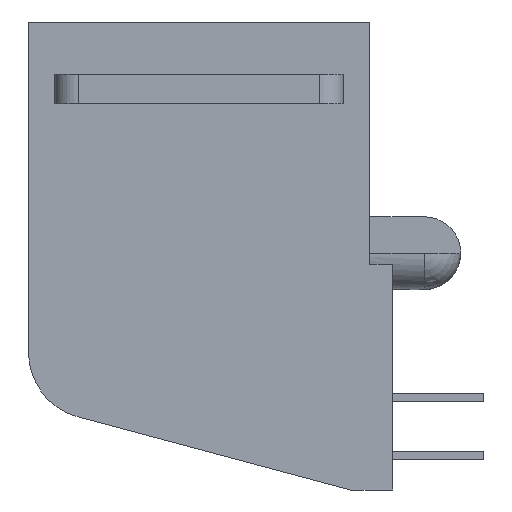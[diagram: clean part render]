
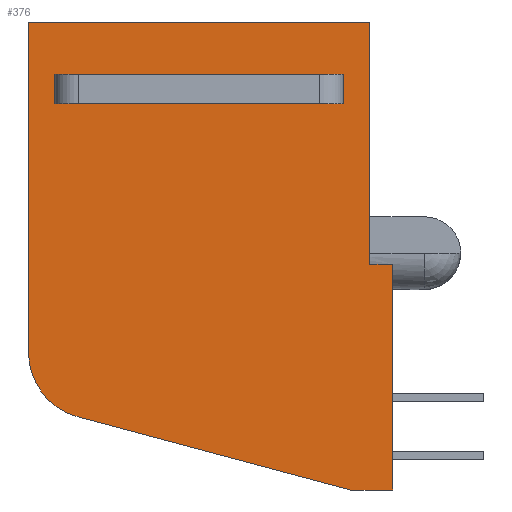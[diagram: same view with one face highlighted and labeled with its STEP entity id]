
A CAD part, left-side view. The second image highlights one B-rep face of the part: STEP entity #376.
In plain terms, the highlighted planar face has unit normal (-1, 0, 0).
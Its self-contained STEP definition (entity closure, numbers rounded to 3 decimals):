
#186 = VERTEX_POINT ( 'NONE', #2051 ) ;
#243 = EDGE_CURVE ( 'NONE', #1037, #262, #2442, .T. ) ;
#262 = VERTEX_POINT ( 'NONE', #2565 ) ;
#376 = ADVANCED_FACE ( 'NONE', ( #3315, #3316 ), #3317, .F. ) ;
#397 = ORIENTED_EDGE ( 'NONE', *, *, #435, .T. ) ;
#435 = EDGE_CURVE ( 'NONE', #464, #490, #3687, .T. ) ;
#464 = VERTEX_POINT ( 'NONE', #3830 ) ;
#490 = VERTEX_POINT ( 'NONE', #4023 ) ;
#535 = ORIENTED_EDGE ( 'NONE', *, *, #572, .F. ) ;
#553 = EDGE_CURVE ( 'NONE', #262, #568, #4197, .T. ) ;
#568 = VERTEX_POINT ( 'NONE', #4268 ) ;
#572 = EDGE_CURVE ( 'NONE', #601, #490, #4285, .T. ) ;
#601 = VERTEX_POINT ( 'NONE', #4410 ) ;
#644 = ORIENTED_EDGE ( 'NONE', *, *, #682, .F. ) ;
#670 = EDGE_LOOP ( 'NONE', ( #397, #535, #644, #756 ) ) ;
#676 = EDGE_LOOP ( 'NONE', ( #857, #962, #1087, #1134, #1178, #1226, #1270, #1315, #1354 ) ) ;
#682 = EDGE_CURVE ( 'NONE', #712, #601, #4686, .T. ) ;
#712 = VERTEX_POINT ( 'NONE', #4749 ) ;
#756 = ORIENTED_EDGE ( 'NONE', *, *, #801, .F. ) ;
#801 = EDGE_CURVE ( 'NONE', #464, #712, #2575, .T. ) ;
#857 = ORIENTED_EDGE ( 'NONE', *, *, #890, .T. ) ;
#890 = EDGE_CURVE ( 'NONE', #1043, #911, #3228, .T. ) ;
#911 = VERTEX_POINT ( 'NONE', #3401 ) ;
#962 = ORIENTED_EDGE ( 'NONE', *, *, #1023, .T. ) ;
#1006 = EDGE_CURVE ( 'NONE', #3214, #1037, #3854, .T. ) ;
#1023 = EDGE_CURVE ( 'NONE', #911, #186, #3934, .T. ) ;
#1037 = VERTEX_POINT ( 'NONE', #4003 ) ;
#1043 = VERTEX_POINT ( 'NONE', #1483 ) ;
#1087 = ORIENTED_EDGE ( 'NONE', *, *, #1306, .F. ) ;
#1090 = EDGE_CURVE ( 'NONE', #1043, #1102, #1623, .T. ) ;
#1102 = VERTEX_POINT ( 'NONE', #1672 ) ;
#1134 = ORIENTED_EDGE ( 'NONE', *, *, #1163, .F. ) ;
#1163 = EDGE_CURVE ( 'NONE', #568, #1234, #1845, .T. ) ;
#1178 = ORIENTED_EDGE ( 'NONE', *, *, #553, .F. ) ;
#1226 = ORIENTED_EDGE ( 'NONE', *, *, #243, .F. ) ;
#1234 = VERTEX_POINT ( 'NONE', #2089 ) ;
#1270 = ORIENTED_EDGE ( 'NONE', *, *, #1006, .F. ) ;
#1306 = EDGE_CURVE ( 'NONE', #1234, #186, #2627, .T. ) ;
#1315 = ORIENTED_EDGE ( 'NONE', *, *, #3088, .F. ) ;
#1354 = ORIENTED_EDGE ( 'NONE', *, *, #1090, .F. ) ;
#1483 = CARTESIAN_POINT ( 'NONE',  ( -6.605, -1., -10.644 ) ) ;
#1623 = LINE ( 'NONE', #1624, #1625 ) ;
#1624 = CARTESIAN_POINT ( 'NONE',  ( -6.605, -1., -10.16 ) ) ;
#1625 = VECTOR ( 'NONE', #1626, 1000. ) ;
#1626 = DIRECTION ( 'NONE',  ( 0., 0., -1. ) ) ;
#1672 = CARTESIAN_POINT ( 'NONE',  ( -6.605, -1., -20.57 ) ) ;
#1845 = LINE ( 'NONE', #1846, #1847 ) ;
#1846 = CARTESIAN_POINT ( 'NONE',  ( -6.605, 15., 0. ) ) ;
#1847 = VECTOR ( 'NONE', #1848, 1000. ) ;
#1848 = DIRECTION ( 'NONE',  ( 0., -1., 0. ) ) ;
#2051 = CARTESIAN_POINT ( 'NONE',  ( -6.605, 0., -10.16 ) ) ;
#2089 = CARTESIAN_POINT ( 'NONE',  ( -6.605, 0., 0. ) ) ;
#2442 = CIRCLE ( 'NONE', #2443, 2.939 ) ;
#2443 = AXIS2_PLACEMENT_3D ( 'NONE', #2444, #2445, #2446 ) ;
#2444 = CARTESIAN_POINT ( 'NONE',  ( -6.605, 12.061, -14.52 ) ) ;
#2445 = DIRECTION ( 'NONE',  ( 1., 0., 0. ) ) ;
#2446 = DIRECTION ( 'NONE',  ( 0., 0., -1. ) ) ;
#2565 = CARTESIAN_POINT ( 'NONE',  ( -6.605, 15., -14.52 ) ) ;
#2575 = LINE ( 'NONE', #2579, #2580 ) ;
#2579 = CARTESIAN_POINT ( 'NONE',  ( -6.605, 1.15, -3.6 ) ) ;
#2580 = VECTOR ( 'NONE', #2581, 1000. ) ;
#2581 = DIRECTION ( 'NONE',  ( 0., -1., 0. ) ) ;
#2627 = LINE ( 'NONE', #2628, #2630 ) ;
#2628 = CARTESIAN_POINT ( 'NONE',  ( -6.605, 0., 0. ) ) ;
#2630 = VECTOR ( 'NONE', #2631, 1000. ) ;
#2631 = DIRECTION ( 'NONE',  ( 0., 0., -1. ) ) ;
#3088 = EDGE_CURVE ( 'NONE', #1102, #3214, #4644, .T. ) ;
#3214 = VERTEX_POINT ( 'NONE', #4715 ) ;
#3228 = LINE ( 'NONE', #3229, #3230 ) ;
#3229 = CARTESIAN_POINT ( 'NONE',  ( -6.605, 0., -10.644 ) ) ;
#3230 = VECTOR ( 'NONE', #3232, 1000. ) ;
#3232 = DIRECTION ( 'NONE',  ( 0., 1., 0. ) ) ;
#3315 = FACE_BOUND ( 'NONE', #670, .T. ) ;
#3316 = FACE_OUTER_BOUND ( 'NONE', #676, .T. ) ;
#3317 = PLANE ( 'NONE',  #3319 ) ;
#3319 = AXIS2_PLACEMENT_3D ( 'NONE', #3320, #3321, #3322 ) ;
#3320 = CARTESIAN_POINT ( 'NONE',  ( -6.605, 12.061, -14.52 ) ) ;
#3321 = DIRECTION ( 'NONE',  ( 1., 0., 0. ) ) ;
#3322 = DIRECTION ( 'NONE',  ( 0., 0., -1. ) ) ;
#3401 = CARTESIAN_POINT ( 'NONE',  ( -6.605, 0., -10.644 ) ) ;
#3687 = LINE ( 'NONE', #3688, #3689 ) ;
#3688 = CARTESIAN_POINT ( 'NONE',  ( -6.605, 13.85, -16.363 ) ) ;
#3689 = VECTOR ( 'NONE', #3690, 1000. ) ;
#3690 = DIRECTION ( 'NONE',  ( 0., 0., 1. ) ) ;
#3830 = CARTESIAN_POINT ( 'NONE',  ( -6.605, 13.85, -3.6 ) ) ;
#3854 = LINE ( 'NONE', #3855, #3856 ) ;
#3855 = CARTESIAN_POINT ( 'NONE',  ( -6.605, 0.836, -20.57 ) ) ;
#3856 = VECTOR ( 'NONE', #3857, 1000. ) ;
#3857 = DIRECTION ( 'NONE',  ( 0., 0.966, 0.259 ) ) ;
#3934 = LINE ( 'NONE', #3935, #3936 ) ;
#3935 = CARTESIAN_POINT ( 'NONE',  ( -6.605, 0., -14.52 ) ) ;
#3936 = VECTOR ( 'NONE', #3937, 1000. ) ;
#3937 = DIRECTION ( 'NONE',  ( 0., 0., 1. ) ) ;
#4003 = CARTESIAN_POINT ( 'NONE',  ( -6.605, 12.822, -17.358 ) ) ;
#4023 = CARTESIAN_POINT ( 'NONE',  ( -6.605, 13.85, -2.3 ) ) ;
#4197 = LINE ( 'NONE', #4198, #4199 ) ;
#4198 = CARTESIAN_POINT ( 'NONE',  ( -6.605, 15., -14.52 ) ) ;
#4199 = VECTOR ( 'NONE', #4200, 1000. ) ;
#4200 = DIRECTION ( 'NONE',  ( 0., 0., 1. ) ) ;
#4268 = CARTESIAN_POINT ( 'NONE',  ( -6.605, 15., 0. ) ) ;
#4285 = LINE ( 'NONE', #4286, #4287 ) ;
#4286 = CARTESIAN_POINT ( 'NONE',  ( -6.605, 1.15, -2.3 ) ) ;
#4287 = VECTOR ( 'NONE', #4288, 1000. ) ;
#4288 = DIRECTION ( 'NONE',  ( 0., 1., 0. ) ) ;
#4410 = CARTESIAN_POINT ( 'NONE',  ( -6.605, 1.15, -2.3 ) ) ;
#4644 = LINE ( 'NONE', #4645, #4646 ) ;
#4645 = CARTESIAN_POINT ( 'NONE',  ( -6.605, -1., -20.57 ) ) ;
#4646 = VECTOR ( 'NONE', #4647, 1000. ) ;
#4647 = DIRECTION ( 'NONE',  ( 0., 1., 0. ) ) ;
#4686 = LINE ( 'NONE', #4687, #4688 ) ;
#4687 = CARTESIAN_POINT ( 'NONE',  ( -6.605, 1.15, -16.363 ) ) ;
#4688 = VECTOR ( 'NONE', #4689, 1000. ) ;
#4689 = DIRECTION ( 'NONE',  ( 0., 0., 1. ) ) ;
#4715 = CARTESIAN_POINT ( 'NONE',  ( -6.605, 0.836, -20.57 ) ) ;
#4749 = CARTESIAN_POINT ( 'NONE',  ( -6.605, 1.15, -3.6 ) ) ;
